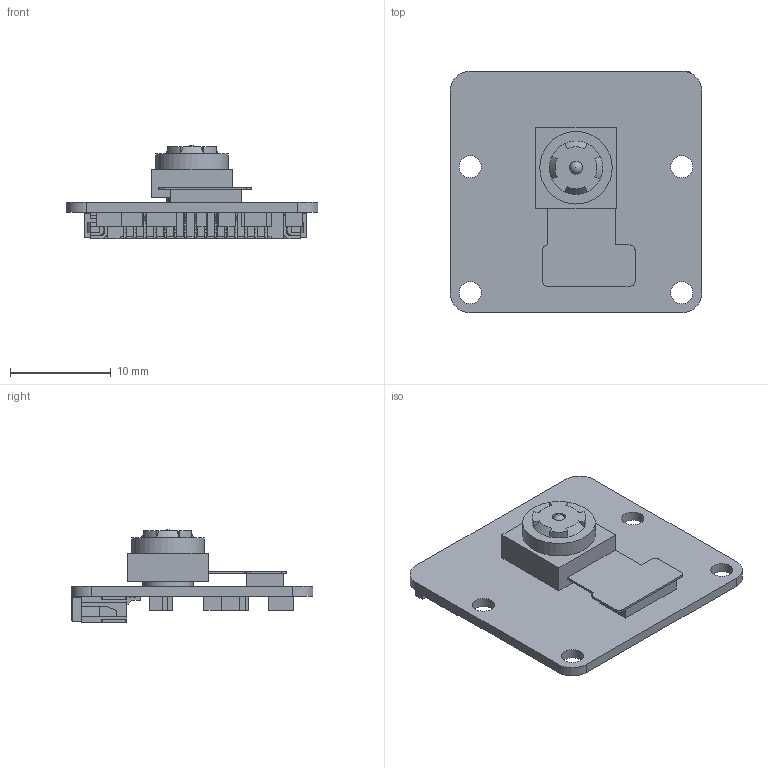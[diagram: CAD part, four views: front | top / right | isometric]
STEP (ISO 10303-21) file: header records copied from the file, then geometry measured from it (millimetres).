
FILE_DESCRIPTION(/* description */ (''),/* implementation_level */ '2;1');
FILE_NAME(/* name */ 'RPi Camera V2.1 v12.step',/* time_stamp */ '2023-08-14T22:28:45+10:00',/* author */ (''),/* organization */ (''),/* preprocessor_version */ 'ST-DEVELOPER v20',/* originating_system */ 'Autodesk Translation Framework v12.9.0.99',/* authorisation */ '');
FILE_SCHEMA (('AUTOMOTIVE_DESIGN { 1 0 10303 214 3 1 1 }'));
Length unit declared in the file: millimetre
Products named in the file (8): RPi Camera V2.1; PCB; Zif Connector; Camera Lense; Camera PCB connector; FPC1; FPC-SMD_15P-P1.00_L5.5-W22.0; COMPOUND (2)
Assembly tree (7 placements, depth 4):
  RPi Camera V2.1
    PCB
    Zif Connector
    Camera Lense
    Camera PCB connector
    FPC1
      FPC-SMD_15P-P1.00_L5.5-W22.0
        COMPOUND (2)
Bounding box: 25 x 24 x 9.25 mm (x, y, z)
Volume: 1210.7 mm3; surface area: 2966.4 mm2
Topology: 35 solids, 35 shells, 956 faces, 2714 edges, 1800 vertices
Faces by surface type: plane 860, cylinder 91, cone 4, sphere 1
Full cylindrical faces by diameter (mm): 1.3 x1, 2.2 x4, 5 x1, 7.2 x1
Entity records: 31663 total; most frequent: CARTESIAN_POINT 5484, ORIENTED_EDGE 5424, DIRECTION 4847, EDGE_CURVE 2712, LINE 2521, VECTOR 2521, VERTEX_POINT 1800, AXIS2_PLACEMENT_3D 1163
